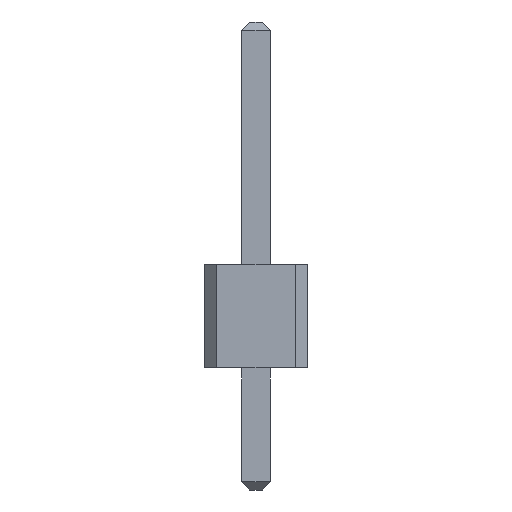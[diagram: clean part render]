
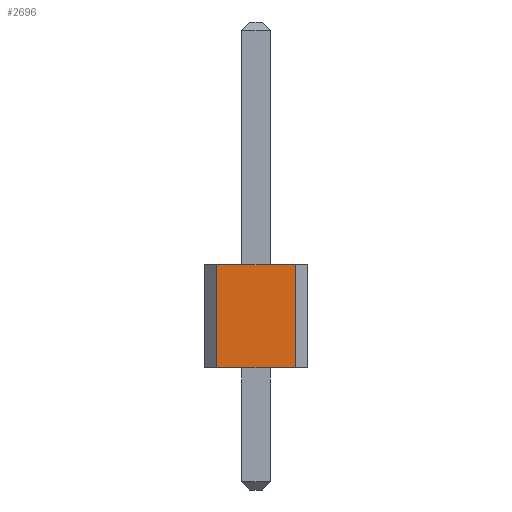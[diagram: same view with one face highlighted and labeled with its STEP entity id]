
A CAD part, front view. The second image highlights one B-rep face of the part: STEP entity #2696.
In plain terms, the highlighted planar face has unit normal (0, -1, 0).
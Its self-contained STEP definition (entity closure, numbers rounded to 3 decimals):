
#1778 = PLANE('',#1779);
#1779 = AXIS2_PLACEMENT_3D('',#1780,#1781,#1782);
#1780 = CARTESIAN_POINT('',(0.,-10.16,
    0.));
#1781 = DIRECTION('',(0.,0.,1.));
#1782 = DIRECTION('',(1.,0.,0.));
#2037 = PLANE('',#2038);
#2038 = AXIS2_PLACEMENT_3D('',#2039,#2040,#2041);
#2039 = CARTESIAN_POINT('',(0.,-10.16,2.54));
#2040 = DIRECTION('',(0.,0.,1.));
#2041 = DIRECTION('',(1.,0.,0.));
#2263 = VERTEX_POINT('',#2264);
#2264 = CARTESIAN_POINT('',(-0.97,-11.43,0.));
#2278 = PLANE('',#2279);
#2279 = AXIS2_PLACEMENT_3D('',#2280,#2281,#2282);
#2280 = CARTESIAN_POINT('',(-1.12,-11.28,0.));
#2281 = DIRECTION('',(-0.707,-0.707,0.));
#2282 = DIRECTION('',(0.,0.,1.));
#2290 = EDGE_CURVE('',#2291,#2263,#2293,.T.);
#2291 = VERTEX_POINT('',#2292);
#2292 = CARTESIAN_POINT('',(0.97,-11.43,0.));
#2293 = SURFACE_CURVE('',#2294,(#2298,#2305),.PCURVE_S1.);
#2294 = LINE('',#2295,#2296);
#2295 = CARTESIAN_POINT('',(1.27,-11.43,0.));
#2296 = VECTOR('',#2297,1.);
#2297 = DIRECTION('',(-1.,0.,0.));
#2298 = PCURVE('',#1778,#2299);
#2299 = DEFINITIONAL_REPRESENTATION('',(#2300),#2304);
#2300 = LINE('',#2301,#2302);
#2301 = CARTESIAN_POINT('',(1.27,-1.27));
#2302 = VECTOR('',#2303,1.);
#2303 = DIRECTION('',(-1.,0.));
#2304 = ( GEOMETRIC_REPRESENTATION_CONTEXT(2) 
PARAMETRIC_REPRESENTATION_CONTEXT() REPRESENTATION_CONTEXT('2D SPACE',''
  ) );
#2305 = PCURVE('',#2306,#2311);
#2306 = PLANE('',#2307);
#2307 = AXIS2_PLACEMENT_3D('',#2308,#2309,#2310);
#2308 = CARTESIAN_POINT('',(1.27,-11.43,0.));
#2309 = DIRECTION('',(0.,-1.,0.));
#2310 = DIRECTION('',(-1.,0.,0.));
#2311 = DEFINITIONAL_REPRESENTATION('',(#2312),#2316);
#2312 = LINE('',#2313,#2314);
#2313 = CARTESIAN_POINT('',(0.,-0.));
#2314 = VECTOR('',#2315,1.);
#2315 = DIRECTION('',(1.,0.));
#2316 = ( GEOMETRIC_REPRESENTATION_CONTEXT(2) 
PARAMETRIC_REPRESENTATION_CONTEXT() REPRESENTATION_CONTEXT('2D SPACE',''
  ) );
#2334 = PLANE('',#2335);
#2335 = AXIS2_PLACEMENT_3D('',#2336,#2337,#2338);
#2336 = CARTESIAN_POINT('',(1.12,-11.28,0.));
#2337 = DIRECTION('',(0.707,-0.707,0.));
#2338 = DIRECTION('',(0.,0.,1.));
#2527 = VERTEX_POINT('',#2528);
#2528 = CARTESIAN_POINT('',(-0.97,-11.43,2.54));
#2549 = EDGE_CURVE('',#2550,#2527,#2552,.T.);
#2550 = VERTEX_POINT('',#2551);
#2551 = CARTESIAN_POINT('',(0.97,-11.43,2.54));
#2552 = SURFACE_CURVE('',#2553,(#2557,#2564),.PCURVE_S1.);
#2553 = LINE('',#2554,#2555);
#2554 = CARTESIAN_POINT('',(1.27,-11.43,2.54));
#2555 = VECTOR('',#2556,1.);
#2556 = DIRECTION('',(-1.,0.,0.));
#2557 = PCURVE('',#2037,#2558);
#2558 = DEFINITIONAL_REPRESENTATION('',(#2559),#2563);
#2559 = LINE('',#2560,#2561);
#2560 = CARTESIAN_POINT('',(1.27,-1.27));
#2561 = VECTOR('',#2562,1.);
#2562 = DIRECTION('',(-1.,0.));
#2563 = ( GEOMETRIC_REPRESENTATION_CONTEXT(2) 
PARAMETRIC_REPRESENTATION_CONTEXT() REPRESENTATION_CONTEXT('2D SPACE',''
  ) );
#2564 = PCURVE('',#2306,#2565);
#2565 = DEFINITIONAL_REPRESENTATION('',(#2566),#2570);
#2566 = LINE('',#2567,#2568);
#2567 = CARTESIAN_POINT('',(0.,-2.54));
#2568 = VECTOR('',#2569,1.);
#2569 = DIRECTION('',(1.,0.));
#2570 = ( GEOMETRIC_REPRESENTATION_CONTEXT(2) 
PARAMETRIC_REPRESENTATION_CONTEXT() REPRESENTATION_CONTEXT('2D SPACE',''
  ) );
#2676 = EDGE_CURVE('',#2291,#2550,#2677,.T.);
#2677 = SURFACE_CURVE('',#2678,(#2682,#2689),.PCURVE_S1.);
#2678 = LINE('',#2679,#2680);
#2679 = CARTESIAN_POINT('',(0.97,-11.43,0.));
#2680 = VECTOR('',#2681,1.);
#2681 = DIRECTION('',(0.,0.,1.));
#2682 = PCURVE('',#2334,#2683);
#2683 = DEFINITIONAL_REPRESENTATION('',(#2684),#2688);
#2684 = LINE('',#2685,#2686);
#2685 = CARTESIAN_POINT('',(0.,0.212));
#2686 = VECTOR('',#2687,1.);
#2687 = DIRECTION('',(1.,0.));
#2688 = ( GEOMETRIC_REPRESENTATION_CONTEXT(2) 
PARAMETRIC_REPRESENTATION_CONTEXT() REPRESENTATION_CONTEXT('2D SPACE',''
  ) );
#2689 = PCURVE('',#2306,#2690);
#2690 = DEFINITIONAL_REPRESENTATION('',(#2691),#2695);
#2691 = LINE('',#2692,#2693);
#2692 = CARTESIAN_POINT('',(0.3,0.));
#2693 = VECTOR('',#2694,1.);
#2694 = DIRECTION('',(0.,-1.));
#2695 = ( GEOMETRIC_REPRESENTATION_CONTEXT(2) 
PARAMETRIC_REPRESENTATION_CONTEXT() REPRESENTATION_CONTEXT('2D SPACE',''
  ) );
#2696 = ADVANCED_FACE('',(#2697),#2306,.T.);
#2697 = FACE_BOUND('',#2698,.T.);
#2698 = EDGE_LOOP('',(#2699,#2700,#2701,#2702));
#2699 = ORIENTED_EDGE('',*,*,#2290,.F.);
#2700 = ORIENTED_EDGE('',*,*,#2676,.T.);
#2701 = ORIENTED_EDGE('',*,*,#2549,.T.);
#2702 = ORIENTED_EDGE('',*,*,#2703,.F.);
#2703 = EDGE_CURVE('',#2263,#2527,#2704,.T.);
#2704 = SURFACE_CURVE('',#2705,(#2709,#2716),.PCURVE_S1.);
#2705 = LINE('',#2706,#2707);
#2706 = CARTESIAN_POINT('',(-0.97,-11.43,0.));
#2707 = VECTOR('',#2708,1.);
#2708 = DIRECTION('',(0.,0.,1.));
#2709 = PCURVE('',#2306,#2710);
#2710 = DEFINITIONAL_REPRESENTATION('',(#2711),#2715);
#2711 = LINE('',#2712,#2713);
#2712 = CARTESIAN_POINT('',(2.24,0.));
#2713 = VECTOR('',#2714,1.);
#2714 = DIRECTION('',(0.,-1.));
#2715 = ( GEOMETRIC_REPRESENTATION_CONTEXT(2) 
PARAMETRIC_REPRESENTATION_CONTEXT() REPRESENTATION_CONTEXT('2D SPACE',''
  ) );
#2716 = PCURVE('',#2278,#2717);
#2717 = DEFINITIONAL_REPRESENTATION('',(#2718),#2722);
#2718 = LINE('',#2719,#2720);
#2719 = CARTESIAN_POINT('',(0.,-0.212));
#2720 = VECTOR('',#2721,1.);
#2721 = DIRECTION('',(1.,0.));
#2722 = ( GEOMETRIC_REPRESENTATION_CONTEXT(2) 
PARAMETRIC_REPRESENTATION_CONTEXT() REPRESENTATION_CONTEXT('2D SPACE',''
  ) );
